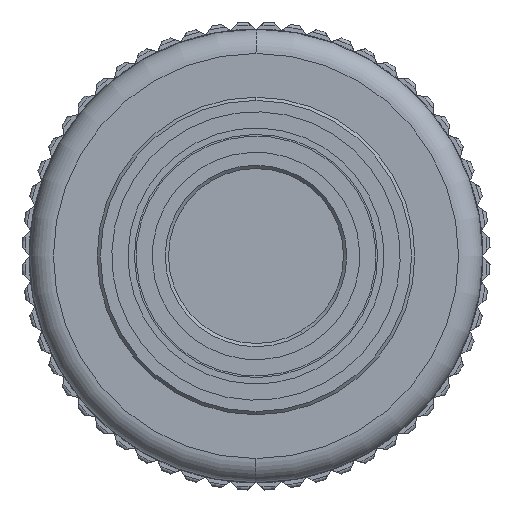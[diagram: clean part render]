
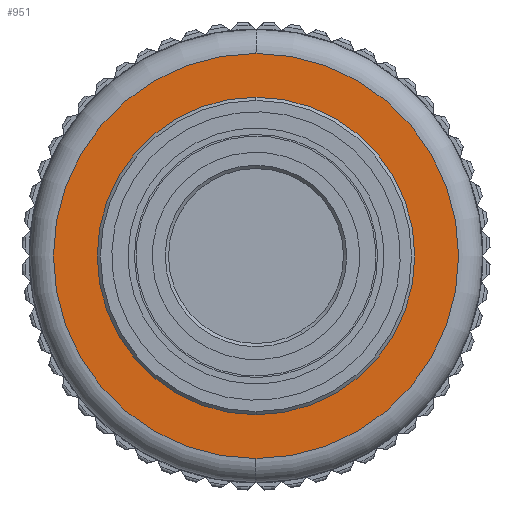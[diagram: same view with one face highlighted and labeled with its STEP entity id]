
A CAD part, left-side view. The second image highlights one B-rep face of the part: STEP entity #951.
In plain terms, the highlighted planar face has unit normal (-1, 0, 0).
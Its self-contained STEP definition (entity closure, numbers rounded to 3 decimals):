
#349 = DIRECTION ( 'NONE',  ( -1., 0., 0. ) ) ;
#375 = EDGE_CURVE ( 'NONE', #16030, #2741, #4618, .T. ) ;
#407 = CARTESIAN_POINT ( 'NONE',  ( -13.3, 0., 0. ) ) ;
#951 = ADVANCED_FACE ( 'NONE', ( #6157, #3366 ), #8542, .T. ) ;
#1787 = AXIS2_PLACEMENT_3D ( 'NONE', #7356, #5998, #8285 ) ;
#2076 = EDGE_LOOP ( 'NONE', ( #10908, #15573 ) ) ;
#2741 = VERTEX_POINT ( 'NONE', #13461 ) ;
#2788 = DIRECTION ( 'NONE',  ( -1., 0., 0. ) ) ;
#3139 = CARTESIAN_POINT ( 'NONE',  ( -13.3, 0., 0. ) ) ;
#3284 = CIRCLE ( 'NONE', #6259, 6.3 ) ;
#3366 = FACE_OUTER_BOUND ( 'NONE', #5153, .T. ) ;
#4618 = CIRCLE ( 'NONE', #7595, 4.9 ) ;
#4893 = DIRECTION ( 'NONE',  ( 0., 0., 1. ) ) ;
#4898 = VERTEX_POINT ( 'NONE', #9483 ) ;
#5153 = EDGE_LOOP ( 'NONE', ( #8625, #12928 ) ) ;
#5998 = DIRECTION ( 'NONE',  ( -1., 0., 0. ) ) ;
#6005 = DIRECTION ( 'NONE',  ( -1., 0., 0. ) ) ;
#6157 = FACE_BOUND ( 'NONE', #2076, .T. ) ;
#6259 = AXIS2_PLACEMENT_3D ( 'NONE', #11720, #2788, #13164 ) ;
#6786 = AXIS2_PLACEMENT_3D ( 'NONE', #11340, #6005, #4893 ) ;
#7356 = CARTESIAN_POINT ( 'NONE',  ( -13.3, 0., 0. ) ) ;
#7595 = AXIS2_PLACEMENT_3D ( 'NONE', #3139, #349, #14554 ) ;
#7976 = EDGE_CURVE ( 'NONE', #13457, #4898, #14933, .T. ) ;
#8285 = DIRECTION ( 'NONE',  ( 0., 0., 1. ) ) ;
#8542 = PLANE ( 'NONE',  #6786 ) ;
#8625 = ORIENTED_EDGE ( 'NONE', *, *, #7976, .T. ) ;
#9054 = CARTESIAN_POINT ( 'NONE',  ( -13.3, 0., 6.3 ) ) ;
#9483 = CARTESIAN_POINT ( 'NONE',  ( -13.3, 0., -6.3 ) ) ;
#9504 = CARTESIAN_POINT ( 'NONE',  ( -13.3, 0., -4.9 ) ) ;
#9644 = DIRECTION ( 'NONE',  ( 0., 0., 1. ) ) ;
#10908 = ORIENTED_EDGE ( 'NONE', *, *, #16431, .F. ) ;
#11340 = CARTESIAN_POINT ( 'NONE',  ( -13.3, 0., 0. ) ) ;
#11720 = CARTESIAN_POINT ( 'NONE',  ( -13.3, 0., 0. ) ) ;
#12639 = CIRCLE ( 'NONE', #1787, 4.9 ) ;
#12928 = ORIENTED_EDGE ( 'NONE', *, *, #13096, .T. ) ;
#13096 = EDGE_CURVE ( 'NONE', #4898, #13457, #3284, .T. ) ;
#13164 = DIRECTION ( 'NONE',  ( 0., 0., 1. ) ) ;
#13335 = DIRECTION ( 'NONE',  ( -1., 0., 0. ) ) ;
#13457 = VERTEX_POINT ( 'NONE', #9054 ) ;
#13461 = CARTESIAN_POINT ( 'NONE',  ( -13.3, 0., 4.9 ) ) ;
#14098 = AXIS2_PLACEMENT_3D ( 'NONE', #407, #13335, #9644 ) ;
#14554 = DIRECTION ( 'NONE',  ( 0., 0., 1. ) ) ;
#14933 = CIRCLE ( 'NONE', #14098, 6.3 ) ;
#15573 = ORIENTED_EDGE ( 'NONE', *, *, #375, .F. ) ;
#16030 = VERTEX_POINT ( 'NONE', #9504 ) ;
#16431 = EDGE_CURVE ( 'NONE', #2741, #16030, #12639, .T. ) ;
